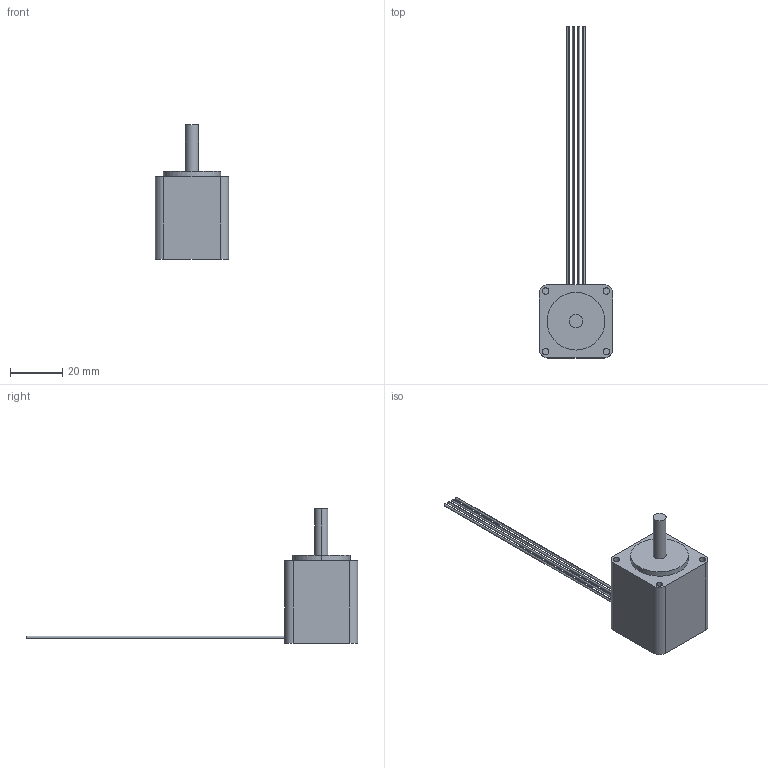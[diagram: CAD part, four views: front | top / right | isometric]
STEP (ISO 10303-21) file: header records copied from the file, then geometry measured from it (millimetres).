
FILE_DESCRIPTION(('FreeCAD Model'),'2;1');
FILE_NAME('NEMA8x13.step','2015-11-03T13:58:48',('Author'),(''), 'Open CASCADE STEP processor 6.8','FreeCAD','Unknown');
FILE_SCHEMA(('AUTOMOTIVE_DESIGN_CC2 { 1 2 10303 214 -1 1 5 4 }'));
Length unit declared in the file: millimetre
Products named in the file (2): ASSEMBLY; NEMA8_x_13
Assembly tree (1 placements, depth 2):
  ASSEMBLY
    NEMA8_x_13
Bounding box: 27.94 x 126.66 x 51.31 mm (x, y, z)
Volume: 25117.2 mm3; surface area: 7469.3 mm2
Topology: 1 solids, 1 shells, 40 faces, 86 edges, 58 vertices
Faces by surface type: cylinder 24, plane 16
Entity records: 4543 total; most frequent: CARTESIAN_POINT 2938, DIRECTION 256, ORIENTED_EDGE 172, PCURVE 172, DEFINITIONAL_REPRESENTATION 172, B_SPLINE_CURVE_WITH_KNOTS 98, AXIS2_PLACEMENT_3D 92, EDGE_CURVE 86
